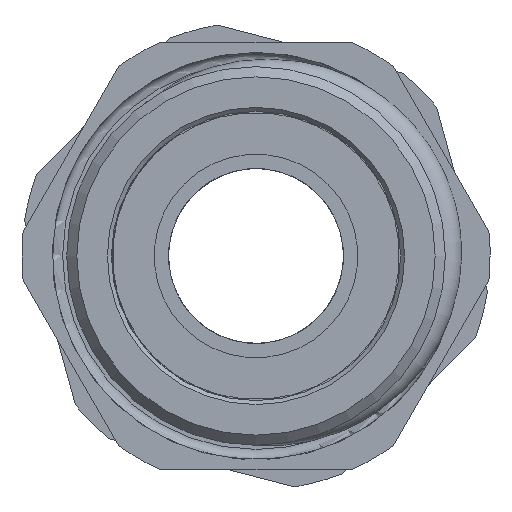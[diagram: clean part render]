
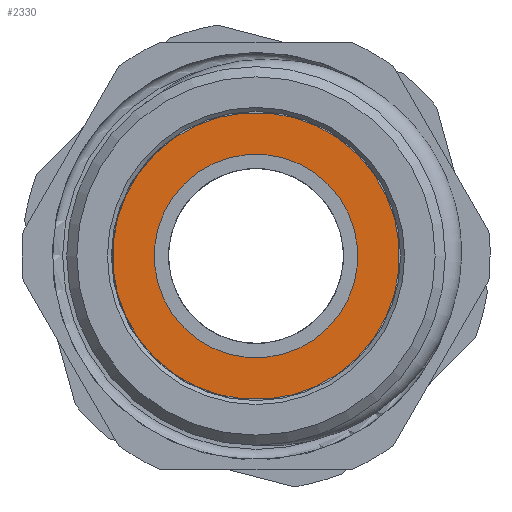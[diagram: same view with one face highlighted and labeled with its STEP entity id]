
A CAD part, front view. The second image highlights one B-rep face of the part: STEP entity #2330.
In plain terms, the highlighted planar face has unit normal (0, -1, 0).
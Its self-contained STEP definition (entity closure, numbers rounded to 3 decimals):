
#1963=PLANE('',#9407);
#2330=ADVANCED_FACE('',(#3291,#3292),#1963,.F.);
#3027=CIRCLE('',#9405,5.);
#3028=CIRCLE('',#9406,7.05);
#3291=FACE_BOUND('',#3608,.T.);
#3292=FACE_BOUND('',#3609,.T.);
#3608=EDGE_LOOP('',(#5358));
#3609=EDGE_LOOP('',(#5359));
#5358=ORIENTED_EDGE('',*,*,#8181,.F.);
#5359=ORIENTED_EDGE('',*,*,#8182,.F.);
#7058=VERTEX_POINT('',#18669);
#7059=VERTEX_POINT('',#18671);
#8181=EDGE_CURVE('',#7058,#7058,#3027,.T.);
#8182=EDGE_CURVE('',#7059,#7059,#3028,.T.);
#9405=AXIS2_PLACEMENT_3D('',#18668,#11239,#11240);
#9406=AXIS2_PLACEMENT_3D('',#18670,#11241,#11242);
#9407=AXIS2_PLACEMENT_3D('',#18672,#11243,#11244);
#11239=DIRECTION('',(0.,-1.,0.));
#11240=DIRECTION('',(0.708,0.,0.707));
#11241=DIRECTION('',(0.,1.,0.));
#11242=DIRECTION('',(-0.707,0.,0.708));
#11243=DIRECTION('',(0.,1.,0.));
#11244=DIRECTION('',(-0.707,0.,0.708));
#18668=CARTESIAN_POINT('',(-5.09,67.01,4.637));
#18669=CARTESIAN_POINT('',(-1.552,67.01,8.17));
#18670=CARTESIAN_POINT('',(-5.09,67.01,4.637));
#18671=CARTESIAN_POINT('',(-10.071,67.01,9.625));
#18672=CARTESIAN_POINT('',(-5.09,67.01,4.637));
